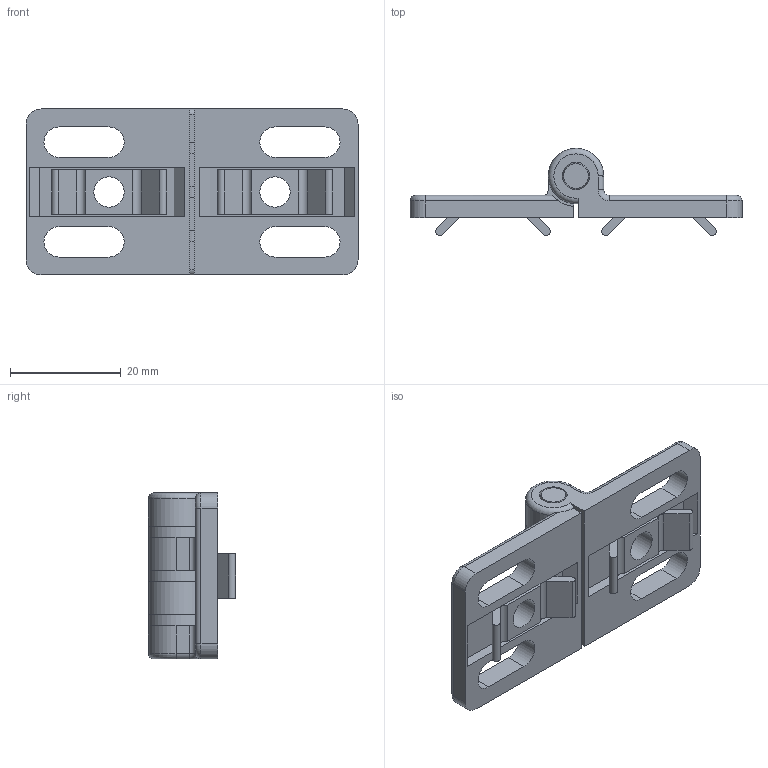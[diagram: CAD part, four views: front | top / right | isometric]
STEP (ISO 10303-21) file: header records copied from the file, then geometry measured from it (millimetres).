
FILE_DESCRIPTION((''),'2;1');
FILE_NAME('SZ0717S_A.stp','2013-08-26T13:38:30',('janine behrens'),(''),'Autodesk Inventor 2012','Autodesk Inventor 2012','');
FILE_SCHEMA(('AUTOMOTIVE_DESIGN { 1 0 10303 214 1 1 1 1 }'));
Length unit declared in the file: millimetre
Products named in the file (4): SZ0717S_A; MK8400323-A; ME2108430_A; ME2108086_A
Assembly tree (6 placements, depth 2):
  SZ0717S_A
    MK8400323-A  x2
    ME2108430_A
    ME2108086_A  x3
Bounding box: 60 x 15.75 x 30 mm (x, y, z)
Volume: 7529.7 mm3; surface area: 7612.9 mm2
Topology: 6 solids, 6 shells, 131 faces, 329 edges, 208 vertices
Faces by surface type: cylinder 56, plane 56, torus 11, cone 8
Full cylindrical faces by diameter (mm): 4.85 x3, 5 x8, 5.5 x2, 10 x3
Entity records: 2136 total; most frequent: DIRECTION 373, CARTESIAN_POINT 358, ORIENTED_EDGE 308, EDGE_CURVE 154, AXIS2_PLACEMENT_3D 142, VERTEX_POINT 107, EDGE_LOOP 97, VECTOR 89
